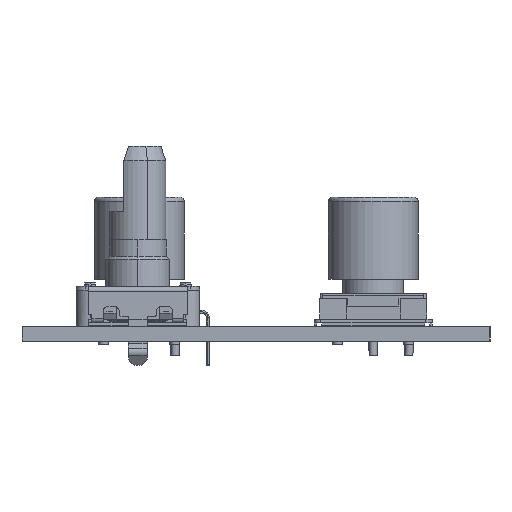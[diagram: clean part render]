
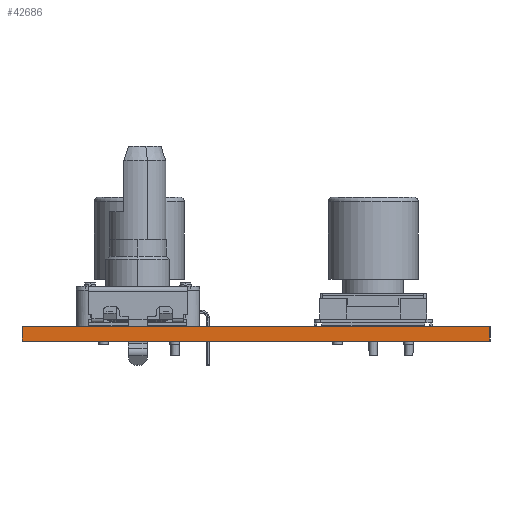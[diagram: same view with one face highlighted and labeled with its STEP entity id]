
A CAD part, left-side view. The second image highlights one B-rep face of the part: STEP entity #42686.
In plain terms, the highlighted planar face has unit normal (-1, 0, 0).
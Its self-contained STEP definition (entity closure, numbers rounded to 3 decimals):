
#42570 = EDGE_CURVE('',#42571,#42573,#42575,.T.);
#42571 = VERTEX_POINT('',#42572);
#42572 = CARTESIAN_POINT('',(95.,-66.,0.));
#42573 = VERTEX_POINT('',#42574);
#42574 = CARTESIAN_POINT('',(95.,-66.,1.6));
#42575 = SURFACE_CURVE('',#42576,(#42580,#42592),.PCURVE_S1.);
#42576 = LINE('',#42577,#42578);
#42577 = CARTESIAN_POINT('',(95.,-66.,0.));
#42578 = VECTOR('',#42579,1.);
#42579 = DIRECTION('',(0.,0.,1.));
#42580 = PCURVE('',#42581,#42586);
#42581 = PLANE('',#42582);
#42582 = AXIS2_PLACEMENT_3D('',#42583,#42584,#42585);
#42583 = CARTESIAN_POINT('',(95.,-66.,0.));
#42584 = DIRECTION('',(0.,1.,0.));
#42585 = DIRECTION('',(1.,0.,0.));
#42586 = DEFINITIONAL_REPRESENTATION('',(#42587),#42591);
#42587 = LINE('',#42588,#42589);
#42588 = CARTESIAN_POINT('',(0.,0.));
#42589 = VECTOR('',#42590,1.);
#42590 = DIRECTION('',(0.,-1.));
#42591 = ( GEOMETRIC_REPRESENTATION_CONTEXT(2) 
PARAMETRIC_REPRESENTATION_CONTEXT() REPRESENTATION_CONTEXT('2D SPACE',''
  ) );
#42592 = PCURVE('',#42593,#42598);
#42593 = PLANE('',#42594);
#42594 = AXIS2_PLACEMENT_3D('',#42595,#42596,#42597);
#42595 = CARTESIAN_POINT('',(95.,-116.012,0.));
#42596 = DIRECTION('',(-1.,0.,0.));
#42597 = DIRECTION('',(0.,1.,0.));
#42598 = DEFINITIONAL_REPRESENTATION('',(#42599),#42603);
#42599 = LINE('',#42600,#42601);
#42600 = CARTESIAN_POINT('',(50.012,0.));
#42601 = VECTOR('',#42602,1.);
#42602 = DIRECTION('',(0.,-1.));
#42603 = ( GEOMETRIC_REPRESENTATION_CONTEXT(2) 
PARAMETRIC_REPRESENTATION_CONTEXT() REPRESENTATION_CONTEXT('2D SPACE',''
  ) );
#42621 = PLANE('',#42622);
#42622 = AXIS2_PLACEMENT_3D('',#42623,#42624,#42625);
#42623 = CARTESIAN_POINT('',(145.,-91.006,1.6));
#42624 = DIRECTION('',(-0.,-0.,-1.));
#42625 = DIRECTION('',(-1.,0.,0.));
#42675 = PLANE('',#42676);
#42676 = AXIS2_PLACEMENT_3D('',#42677,#42678,#42679);
#42677 = CARTESIAN_POINT('',(145.,-91.006,0.));
#42678 = DIRECTION('',(-0.,-0.,-1.));
#42679 = DIRECTION('',(-1.,0.,0.));
#42686 = ADVANCED_FACE('',(#42687),#42593,.T.);
#42687 = FACE_BOUND('',#42688,.T.);
#42688 = EDGE_LOOP('',(#42689,#42719,#42740,#42741));
#42689 = ORIENTED_EDGE('',*,*,#42690,.T.);
#42690 = EDGE_CURVE('',#42691,#42693,#42695,.T.);
#42691 = VERTEX_POINT('',#42692);
#42692 = CARTESIAN_POINT('',(95.,-116.012,0.));
#42693 = VERTEX_POINT('',#42694);
#42694 = CARTESIAN_POINT('',(95.,-116.012,1.6));
#42695 = SURFACE_CURVE('',#42696,(#42700,#42707),.PCURVE_S1.);
#42696 = LINE('',#42697,#42698);
#42697 = CARTESIAN_POINT('',(95.,-116.012,0.));
#42698 = VECTOR('',#42699,1.);
#42699 = DIRECTION('',(0.,0.,1.));
#42700 = PCURVE('',#42593,#42701);
#42701 = DEFINITIONAL_REPRESENTATION('',(#42702),#42706);
#42702 = LINE('',#42703,#42704);
#42703 = CARTESIAN_POINT('',(0.,0.));
#42704 = VECTOR('',#42705,1.);
#42705 = DIRECTION('',(0.,-1.));
#42706 = ( GEOMETRIC_REPRESENTATION_CONTEXT(2) 
PARAMETRIC_REPRESENTATION_CONTEXT() REPRESENTATION_CONTEXT('2D SPACE',''
  ) );
#42707 = PCURVE('',#42708,#42713);
#42708 = PLANE('',#42709);
#42709 = AXIS2_PLACEMENT_3D('',#42710,#42711,#42712);
#42710 = CARTESIAN_POINT('',(195.,-116.012,0.));
#42711 = DIRECTION('',(0.,-1.,0.));
#42712 = DIRECTION('',(-1.,0.,0.));
#42713 = DEFINITIONAL_REPRESENTATION('',(#42714),#42718);
#42714 = LINE('',#42715,#42716);
#42715 = CARTESIAN_POINT('',(100.,0.));
#42716 = VECTOR('',#42717,1.);
#42717 = DIRECTION('',(0.,-1.));
#42718 = ( GEOMETRIC_REPRESENTATION_CONTEXT(2) 
PARAMETRIC_REPRESENTATION_CONTEXT() REPRESENTATION_CONTEXT('2D SPACE',''
  ) );
#42719 = ORIENTED_EDGE('',*,*,#42720,.T.);
#42720 = EDGE_CURVE('',#42693,#42573,#42721,.T.);
#42721 = SURFACE_CURVE('',#42722,(#42726,#42733),.PCURVE_S1.);
#42722 = LINE('',#42723,#42724);
#42723 = CARTESIAN_POINT('',(95.,-116.012,1.6));
#42724 = VECTOR('',#42725,1.);
#42725 = DIRECTION('',(0.,1.,0.));
#42726 = PCURVE('',#42593,#42727);
#42727 = DEFINITIONAL_REPRESENTATION('',(#42728),#42732);
#42728 = LINE('',#42729,#42730);
#42729 = CARTESIAN_POINT('',(0.,-1.6));
#42730 = VECTOR('',#42731,1.);
#42731 = DIRECTION('',(1.,0.));
#42732 = ( GEOMETRIC_REPRESENTATION_CONTEXT(2) 
PARAMETRIC_REPRESENTATION_CONTEXT() REPRESENTATION_CONTEXT('2D SPACE',''
  ) );
#42733 = PCURVE('',#42621,#42734);
#42734 = DEFINITIONAL_REPRESENTATION('',(#42735),#42739);
#42735 = LINE('',#42736,#42737);
#42736 = CARTESIAN_POINT('',(50.,-25.006));
#42737 = VECTOR('',#42738,1.);
#42738 = DIRECTION('',(0.,1.));
#42739 = ( GEOMETRIC_REPRESENTATION_CONTEXT(2) 
PARAMETRIC_REPRESENTATION_CONTEXT() REPRESENTATION_CONTEXT('2D SPACE',''
  ) );
#42740 = ORIENTED_EDGE('',*,*,#42570,.F.);
#42741 = ORIENTED_EDGE('',*,*,#42742,.F.);
#42742 = EDGE_CURVE('',#42691,#42571,#42743,.T.);
#42743 = SURFACE_CURVE('',#42744,(#42748,#42755),.PCURVE_S1.);
#42744 = LINE('',#42745,#42746);
#42745 = CARTESIAN_POINT('',(95.,-116.012,0.));
#42746 = VECTOR('',#42747,1.);
#42747 = DIRECTION('',(0.,1.,0.));
#42748 = PCURVE('',#42593,#42749);
#42749 = DEFINITIONAL_REPRESENTATION('',(#42750),#42754);
#42750 = LINE('',#42751,#42752);
#42751 = CARTESIAN_POINT('',(0.,0.));
#42752 = VECTOR('',#42753,1.);
#42753 = DIRECTION('',(1.,0.));
#42754 = ( GEOMETRIC_REPRESENTATION_CONTEXT(2) 
PARAMETRIC_REPRESENTATION_CONTEXT() REPRESENTATION_CONTEXT('2D SPACE',''
  ) );
#42755 = PCURVE('',#42675,#42756);
#42756 = DEFINITIONAL_REPRESENTATION('',(#42757),#42761);
#42757 = LINE('',#42758,#42759);
#42758 = CARTESIAN_POINT('',(50.,-25.006));
#42759 = VECTOR('',#42760,1.);
#42760 = DIRECTION('',(0.,1.));
#42761 = ( GEOMETRIC_REPRESENTATION_CONTEXT(2) 
PARAMETRIC_REPRESENTATION_CONTEXT() REPRESENTATION_CONTEXT('2D SPACE',''
  ) );
